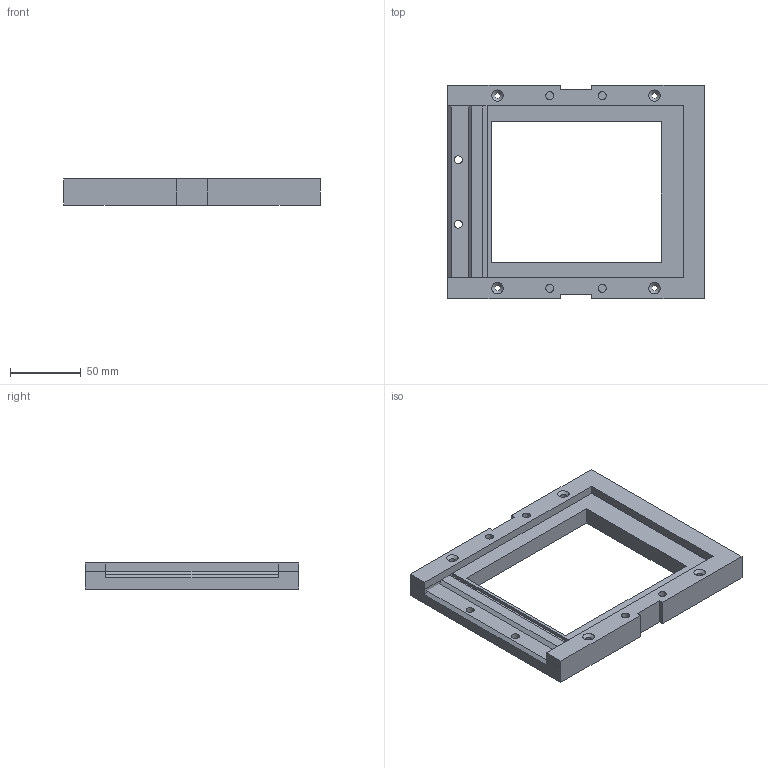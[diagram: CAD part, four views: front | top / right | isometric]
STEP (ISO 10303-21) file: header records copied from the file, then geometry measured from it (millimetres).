
FILE_DESCRIPTION(('FreeCAD Model'),'2;1');
FILE_NAME('Open CASCADE Shape Model','2025-10-26T10:39:13',(''),(''), 'Open CASCADE STEP processor 7.8','FreeCAD','Unknown');
FILE_SCHEMA(('AUTOMOTIVE_DESIGN { 1 0 10303 214 1 1 1 1 }'));
Length unit declared in the file: millimetre
Products named in the file (1): Body
Bounding box: 180.81 x 150.61 x 18.4 mm (x, y, z)
Volume: 217599.5 mm3; surface area: 54437.3 mm2
Topology: 1 solids, 1 shells, 77 faces, 173 edges, 112 vertices
Faces by surface type: plane 53, cylinder 20, cone 4
Full cylindrical faces by diameter (mm): 4 x4, 5.7 x16
Entity records: 2181 total; most frequent: DIRECTION 373, CARTESIAN_POINT 363, ORIENTED_EDGE 346, EDGE_CURVE 173, LINE 129, VECTOR 129, AXIS2_PLACEMENT_3D 122, VERTEX_POINT 112
